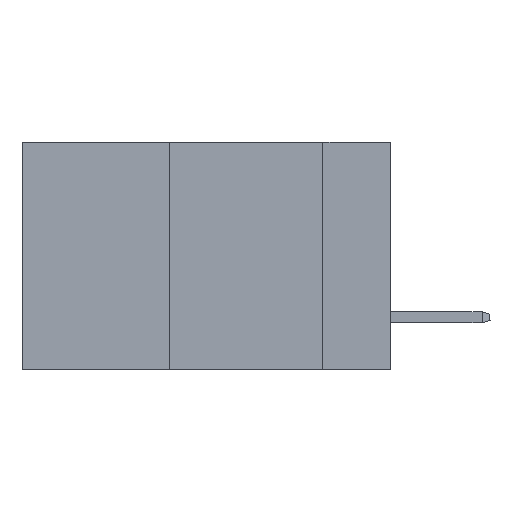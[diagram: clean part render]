
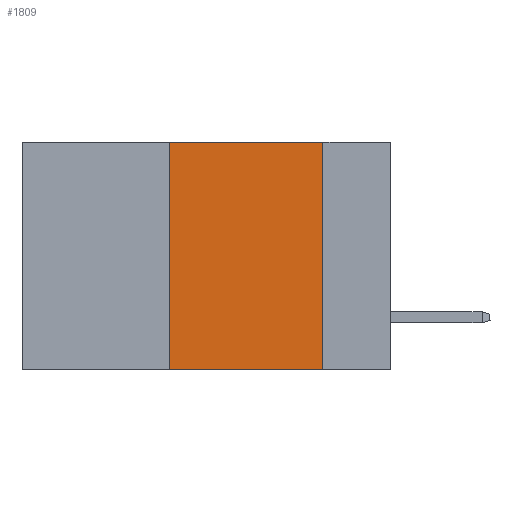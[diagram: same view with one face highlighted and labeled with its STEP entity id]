
A CAD part, left-side view. The second image highlights one B-rep face of the part: STEP entity #1809.
In plain terms, the highlighted planar face has unit normal (-1, 0, 0).
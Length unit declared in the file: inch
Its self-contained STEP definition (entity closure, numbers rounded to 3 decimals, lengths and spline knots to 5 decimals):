
#1354 = CARTESIAN_POINT ( 'NONE',  ( 0., 0.6, 0. ) ) ;
#1522 = DIRECTION ( 'NONE',  ( 0., 0., 1. ) ) ;
#1562 = AXIS2_PLACEMENT_3D ( 'NONE', #16547, #15272, #10441 ) ;
#1809 = ADVANCED_FACE ( 'NONE', ( #10143 ), #19678, .F. ) ;
#2631 = ORIENTED_EDGE ( 'NONE', *, *, #5501, .T. ) ;
#2883 = CARTESIAN_POINT ( 'NONE',  ( 0., 0.36, 0. ) ) ;
#3323 = CARTESIAN_POINT ( 'NONE',  ( 0., 0.11, 0. ) ) ;
#3753 = LINE ( 'NONE', #14829, #7580 ) ;
#5085 = ORIENTED_EDGE ( 'NONE', *, *, #6805, .F. ) ;
#5194 = VERTEX_POINT ( 'NONE', #7986 ) ;
#5272 = DIRECTION ( 'NONE',  ( 0., 0., -1. ) ) ;
#5501 = EDGE_CURVE ( 'NONE', #7203, #5194, #3753, .T. ) ;
#5965 = ORIENTED_EDGE ( 'NONE', *, *, #17186, .F. ) ;
#6805 = EDGE_CURVE ( 'NONE', #19190, #9216, #19646, .T. ) ;
#7203 = VERTEX_POINT ( 'NONE', #10515 ) ;
#7580 = VECTOR ( 'NONE', #10256, 39.37008 ) ;
#7986 = CARTESIAN_POINT ( 'NONE',  ( 0., 0.11, -0.37 ) ) ;
#9216 = VERTEX_POINT ( 'NONE', #3323 ) ;
#9843 = EDGE_LOOP ( 'NONE', ( #17276, #5085, #5965, #2631 ) ) ;
#10143 = FACE_OUTER_BOUND ( 'NONE', #9843, .T. ) ;
#10256 = DIRECTION ( 'NONE',  ( 0., -1., 0. ) ) ;
#10441 = DIRECTION ( 'NONE',  ( 0., 0., -1. ) ) ;
#10515 = CARTESIAN_POINT ( 'NONE',  ( 0., 0.36, -0.37 ) ) ;
#11065 = LINE ( 'NONE', #12883, #17813 ) ;
#12215 = DIRECTION ( 'NONE',  ( 0., -1., 0. ) ) ;
#12688 = LINE ( 'NONE', #2883, #15817 ) ;
#12883 = CARTESIAN_POINT ( 'NONE',  ( 0., 0.11, 0. ) ) ;
#14580 = CARTESIAN_POINT ( 'NONE',  ( 0., 0.36, 0. ) ) ;
#14829 = CARTESIAN_POINT ( 'NONE',  ( 0., 0.6, -0.37 ) ) ;
#15272 = DIRECTION ( 'NONE',  ( 1., 0., 0. ) ) ;
#15365 = EDGE_CURVE ( 'NONE', #9216, #5194, #11065, .T. ) ;
#15817 = VECTOR ( 'NONE', #1522, 39.37008 ) ;
#16547 = CARTESIAN_POINT ( 'NONE',  ( 0., 0.6, 0. ) ) ;
#17186 = EDGE_CURVE ( 'NONE', #7203, #19190, #12688, .T. ) ;
#17276 = ORIENTED_EDGE ( 'NONE', *, *, #15365, .F. ) ;
#17813 = VECTOR ( 'NONE', #5272, 39.37008 ) ;
#18645 = VECTOR ( 'NONE', #12215, 39.37008 ) ;
#19190 = VERTEX_POINT ( 'NONE', #14580 ) ;
#19646 = LINE ( 'NONE', #1354, #18645 ) ;
#19678 = PLANE ( 'NONE',  #1562 ) ;
